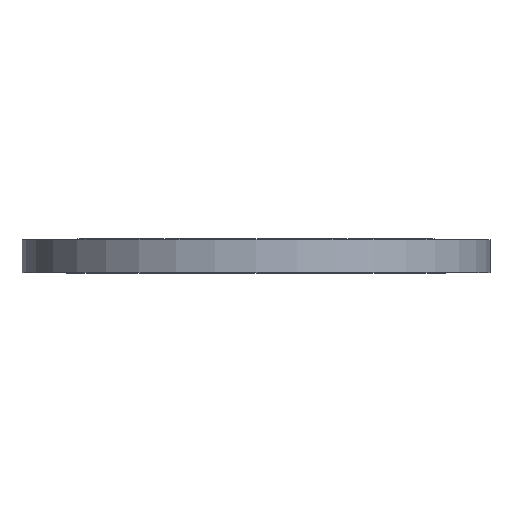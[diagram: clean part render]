
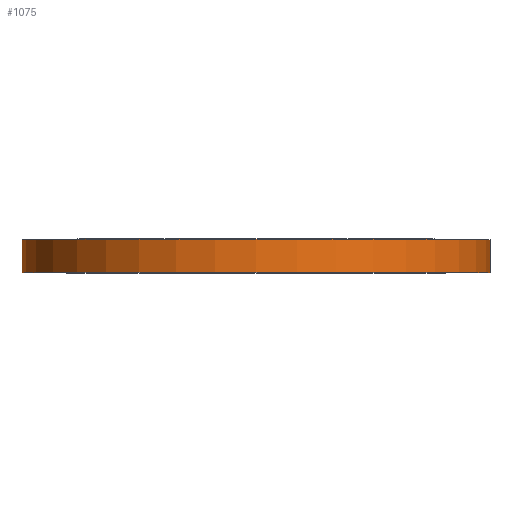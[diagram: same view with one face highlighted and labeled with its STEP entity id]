
A CAD part, top view. The second image highlights one B-rep face of the part: STEP entity #1075.
In plain terms, the highlighted cylindrical face has radius 841.375 mm (diameter 1682.75 mm), a full revolution.
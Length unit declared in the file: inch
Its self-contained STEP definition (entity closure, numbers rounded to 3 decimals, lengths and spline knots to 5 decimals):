
#153=FACE_OUTER_BOUND('',#246,.T.);
#246=EDGE_LOOP('',(#930,#931,#932,#933));
#339=LINE('',#1843,#385);
#385=VECTOR('',#1560,33.125);
#475=CIRCLE('',#1234,33.125);
#476=CIRCLE('',#1236,33.125);
#567=VERTEX_POINT('',#1838);
#568=VERTEX_POINT('',#1841);
#703=EDGE_CURVE('',#567,#567,#475,.T.);
#704=EDGE_CURVE('',#568,#568,#476,.T.);
#705=EDGE_CURVE('',#568,#567,#339,.T.);
#930=ORIENTED_EDGE('',*,*,#704,.F.);
#931=ORIENTED_EDGE('',*,*,#705,.T.);
#932=ORIENTED_EDGE('',*,*,#703,.T.);
#933=ORIENTED_EDGE('',*,*,#705,.F.);
#1029=CYLINDRICAL_SURFACE('',#1235,33.125);
#1075=ADVANCED_FACE('',(#153),#1029,.T.);
#1234=AXIS2_PLACEMENT_3D('',#1839,#1554,#1555);
#1235=AXIS2_PLACEMENT_3D('',#1840,#1556,#1557);
#1236=AXIS2_PLACEMENT_3D('',#1842,#1558,#1559);
#1554=DIRECTION('center_axis',(0.,1.,0.));
#1555=DIRECTION('ref_axis',(1.,0.,0.));
#1556=DIRECTION('center_axis',(0.,1.,0.));
#1557=DIRECTION('ref_axis',(-1.,0.,0.));
#1558=DIRECTION('center_axis',(0.,1.,0.));
#1559=DIRECTION('ref_axis',(1.,0.,0.));
#1560=DIRECTION('',(0.,-1.,0.));
#1838=CARTESIAN_POINT('',(33.125,0.,0.));
#1839=CARTESIAN_POINT('Origin',(0.,0.,0.));
#1840=CARTESIAN_POINT('Origin',(0.,2.345,0.));
#1841=CARTESIAN_POINT('',(33.125,4.69,0.));
#1842=CARTESIAN_POINT('Origin',(0.,4.69,0.));
#1843=CARTESIAN_POINT('',(33.125,2.345,0.));
